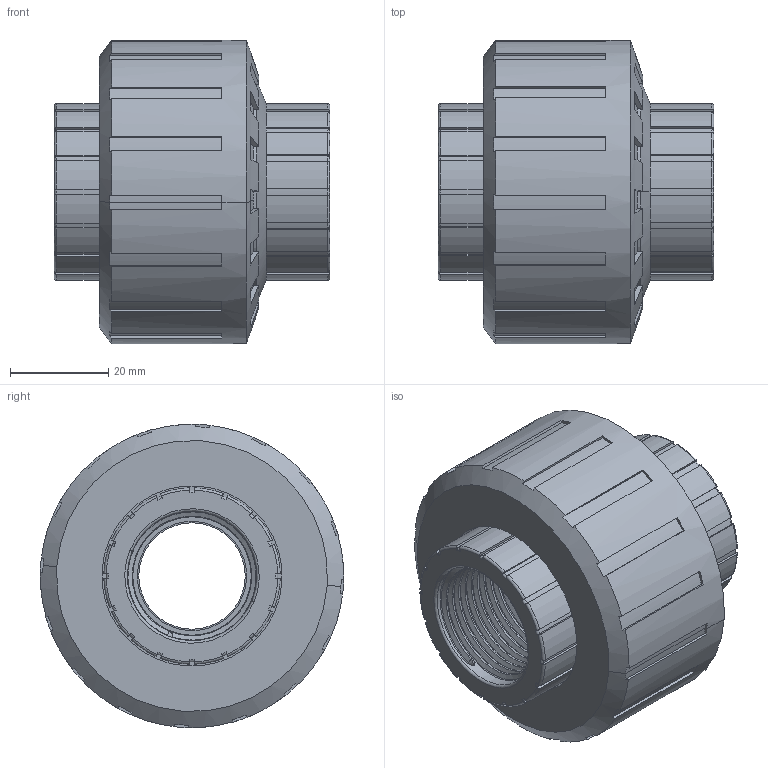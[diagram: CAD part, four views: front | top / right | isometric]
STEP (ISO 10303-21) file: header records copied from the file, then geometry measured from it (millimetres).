
FILE_DESCRIPTION (( 'STEP AP203' ), '1' );
FILE_NAME ('00290_0505.STEP', '2017-05-17T13:28:54', ( '' ), ( '' ), 'SwSTEP 2.0', 'SolidWorks 2011', '' );
FILE_SCHEMA (( 'CONFIG_CONTROL_DESIGN' ));
Length unit declared in the file: millimetre
Products named in the file (5): 00290_0505; 8052216_14; 00291_0505; 00292_0505; 00293_0505
Assembly tree (4 placements, depth 2):
  00290_0505
    00292_0505
    8052216_14
    00293_0505
    00291_0505
Bounding box: 56.2 x 61.89 x 61.89 mm (x, y, z)
Volume: 88206.3 mm3; surface area: 37326.4 mm2
Topology: 4 solids, 4 shells, 490 faces, 1381 edges, 895 vertices
Faces by surface type: plane 191, cylinder 163, torus 86, cone 34, bspline 16
Entity records: 27889 total; most frequent: CARTESIAN_POINT 15505, ORIENTED_EDGE 2744, DIRECTION 2288, EDGE_CURVE 1372, AXIS2_PLACEMENT_3D 900, VERTEX_POINT 895, EDGE_LOOP 503, FACE_OUTER_BOUND 490
